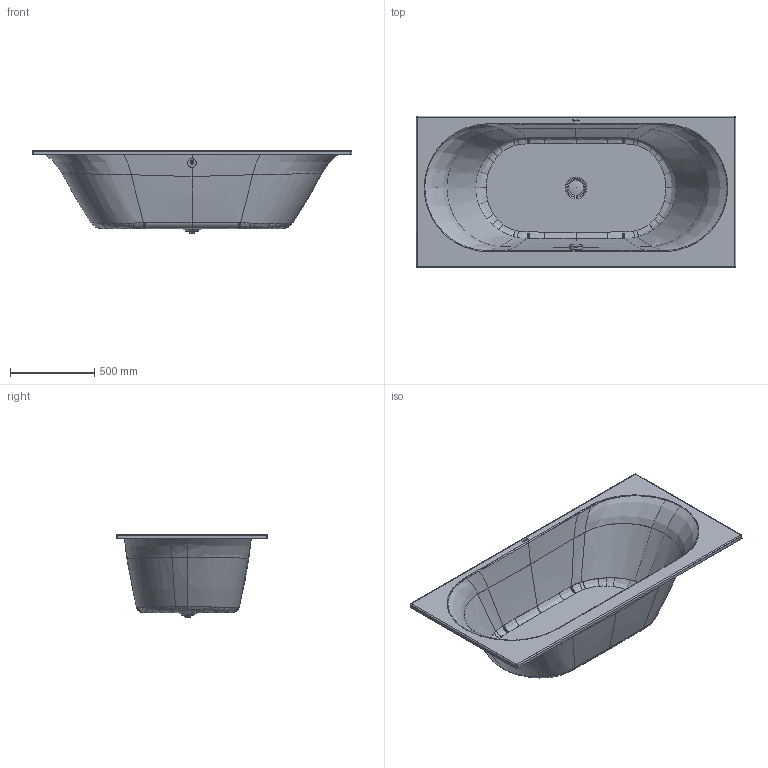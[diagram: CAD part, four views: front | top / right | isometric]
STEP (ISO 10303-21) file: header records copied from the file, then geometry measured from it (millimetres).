
FILE_DESCRIPTION((''),'2;1');
FILE_NAME('700245_1.stp','2011-05-18T20:43:01',('Administrator'),(''),'Autodesk Inventor 2011','Autodesk Inventor 2011','');
FILE_SCHEMA(('AUTOMOTIVE_DESIGN { 1 0 10303 214 1 1 1 1 }'));
Length unit declared in the file: millimetre
Products named in the file (5): 700245_1; 700245; Kelch_90; Stopfen_90; Verschluss_Ueberlauf
Assembly tree (4 placements, depth 2):
  700245_1
    700245
    Kelch_90
    Stopfen_90
    Verschluss_Ueberlauf
Bounding box: 1900.13 x 900.28 x 494.83 mm (x, y, z)
Volume: 77897.8 mm3; surface area: 6040950.9 mm2
Topology: 3 solids, 4 shells, 522 faces, 1534 edges, 1019 vertices
Faces by surface type: plane 251, bspline 214, cylinder 35, torus 10, sphere 8, cone 4
Full cylindrical faces by diameter (mm): 15 x1, 52 x1, 74 x1, 79.999 x1, 86 x1, 90 x2
Entity records: 28752 total; most frequent: CARTESIAN_POINT 15786, ORIENTED_EDGE 2991, DIRECTION 1949, EDGE_CURVE 1503, VERTEX_POINT 1015, VECTOR 767, LINE 767, AXIS2_PLACEMENT_3D 591
